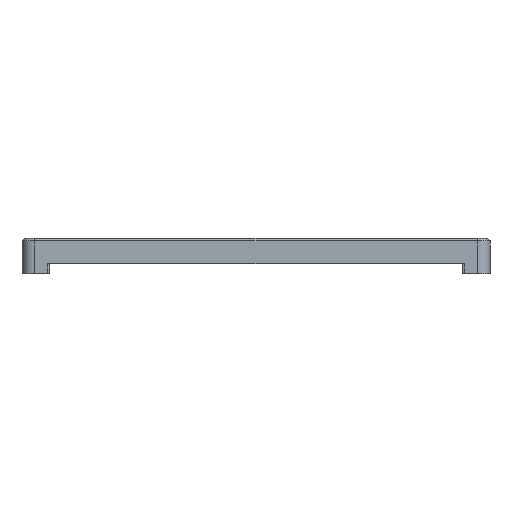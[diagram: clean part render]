
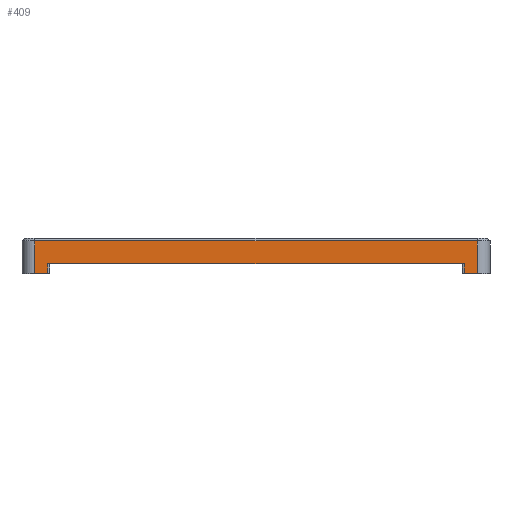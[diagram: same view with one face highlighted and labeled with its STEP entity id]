
A CAD part, front view. The second image highlights one B-rep face of the part: STEP entity #409.
In plain terms, the highlighted planar face has unit normal (0, -1, 0).
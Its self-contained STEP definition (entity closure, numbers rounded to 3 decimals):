
#80 = EDGE_CURVE ( 'NONE', #477, #2372, #973, .T. ) ;
#177 = PLANE ( 'NONE',  #1591 ) ;
#180 = VERTEX_POINT ( 'NONE', #1737 ) ;
#199 = DIRECTION ( 'NONE',  ( 0., 0., -1. ) ) ;
#217 = CARTESIAN_POINT ( 'NONE',  ( -4.102, 0., -1.57 ) ) ;
#294 = LINE ( 'NONE', #1308, #3108 ) ;
#409 = ADVANCED_FACE ( 'NONE', ( #2184 ), #177, .T. ) ;
#413 = DIRECTION ( 'NONE',  ( -1., 0., 0. ) ) ;
#426 = LINE ( 'NONE', #2679, #1429 ) ;
#477 = VERTEX_POINT ( 'NONE', #1904 ) ;
#664 = CARTESIAN_POINT ( 'NONE',  ( -69.898, 0., -1.57 ) ) ;
#684 = DIRECTION ( 'NONE',  ( -1., 0., 0. ) ) ;
#687 = VERTEX_POINT ( 'NONE', #845 ) ;
#794 = LINE ( 'NONE', #1356, #1101 ) ;
#808 = VECTOR ( 'NONE', #1297, 1000. ) ;
#823 = VECTOR ( 'NONE', #199, 1000. ) ;
#845 = CARTESIAN_POINT ( 'NONE',  ( -72., 0., 3.6 ) ) ;
#865 = DIRECTION ( 'NONE',  ( -1., 0., 0. ) ) ;
#905 = EDGE_CURVE ( 'NONE', #1999, #180, #2481, .T. ) ;
#921 = CARTESIAN_POINT ( 'NONE',  ( -72., 0., 3.6 ) ) ;
#952 = DIRECTION ( 'NONE',  ( 0., 0., -1. ) ) ;
#973 = LINE ( 'NONE', #1038, #808 ) ;
#1038 = CARTESIAN_POINT ( 'NONE',  ( -2., 0., 4. ) ) ;
#1101 = VECTOR ( 'NONE', #1793, 1000. ) ;
#1105 = ORIENTED_EDGE ( 'NONE', *, *, #2271, .F. ) ;
#1256 = DIRECTION ( 'NONE',  ( 0., 0., 1. ) ) ;
#1270 = CARTESIAN_POINT ( 'NONE',  ( -72., 0., -1.57 ) ) ;
#1289 = ORIENTED_EDGE ( 'NONE', *, *, #2437, .T. ) ;
#1297 = DIRECTION ( 'NONE',  ( 0., 0., 1. ) ) ;
#1308 = CARTESIAN_POINT ( 'NONE',  ( -2., 0., -1.57 ) ) ;
#1356 = CARTESIAN_POINT ( 'NONE',  ( 0., 0., 0. ) ) ;
#1425 = VECTOR ( 'NONE', #684, 1000. ) ;
#1429 = VECTOR ( 'NONE', #413, 1000. ) ;
#1510 = CARTESIAN_POINT ( 'NONE',  ( -4.102, 0., -1.57 ) ) ;
#1591 = AXIS2_PLACEMENT_3D ( 'NONE', #3192, #2931, #952 ) ;
#1654 = ORIENTED_EDGE ( 'NONE', *, *, #1660, .T. ) ;
#1660 = EDGE_CURVE ( 'NONE', #2372, #687, #2203, .T. ) ;
#1661 = LINE ( 'NONE', #2690, #2047 ) ;
#1707 = LINE ( 'NONE', #1510, #823 ) ;
#1737 = CARTESIAN_POINT ( 'NONE',  ( -69.898, 0., 0. ) ) ;
#1793 = DIRECTION ( 'NONE',  ( -1., 0., 0. ) ) ;
#1882 = EDGE_CURVE ( 'NONE', #477, #2646, #294, .T. ) ;
#1903 = ORIENTED_EDGE ( 'NONE', *, *, #905, .T. ) ;
#1904 = CARTESIAN_POINT ( 'NONE',  ( -2., 0., -1.57 ) ) ;
#1999 = VERTEX_POINT ( 'NONE', #664 ) ;
#2042 = EDGE_CURVE ( 'NONE', #1999, #3102, #426, .T. ) ;
#2047 = VECTOR ( 'NONE', #2177, 1000. ) ;
#2177 = DIRECTION ( 'NONE',  ( 0., 0., -1. ) ) ;
#2184 = FACE_OUTER_BOUND ( 'NONE', #2335, .T. ) ;
#2203 = LINE ( 'NONE', #921, #1425 ) ;
#2253 = ORIENTED_EDGE ( 'NONE', *, *, #3014, .T. ) ;
#2271 = EDGE_CURVE ( 'NONE', #3205, #180, #794, .T. ) ;
#2280 = CARTESIAN_POINT ( 'NONE',  ( -69.898, 0., 0. ) ) ;
#2335 = EDGE_LOOP ( 'NONE', ( #3201, #1654, #1289, #2603, #1903, #1105, #2253, #2776 ) ) ;
#2372 = VERTEX_POINT ( 'NONE', #2821 ) ;
#2437 = EDGE_CURVE ( 'NONE', #687, #3102, #1661, .T. ) ;
#2481 = LINE ( 'NONE', #2280, #2752 ) ;
#2603 = ORIENTED_EDGE ( 'NONE', *, *, #2042, .F. ) ;
#2646 = VERTEX_POINT ( 'NONE', #217 ) ;
#2679 = CARTESIAN_POINT ( 'NONE',  ( -67., 0., -1.57 ) ) ;
#2690 = CARTESIAN_POINT ( 'NONE',  ( -72., 0., 4. ) ) ;
#2752 = VECTOR ( 'NONE', #1256, 1000. ) ;
#2776 = ORIENTED_EDGE ( 'NONE', *, *, #1882, .F. ) ;
#2821 = CARTESIAN_POINT ( 'NONE',  ( -2., 0., 3.6 ) ) ;
#2931 = DIRECTION ( 'NONE',  ( 0., -1., 0. ) ) ;
#3014 = EDGE_CURVE ( 'NONE', #3205, #2646, #1707, .T. ) ;
#3102 = VERTEX_POINT ( 'NONE', #1270 ) ;
#3108 = VECTOR ( 'NONE', #865, 1000. ) ;
#3192 = CARTESIAN_POINT ( 'NONE',  ( 0., 0., 4. ) ) ;
#3201 = ORIENTED_EDGE ( 'NONE', *, *, #80, .T. ) ;
#3205 = VERTEX_POINT ( 'NONE', #3283 ) ;
#3283 = CARTESIAN_POINT ( 'NONE',  ( -4.102, 0., 0. ) ) ;
